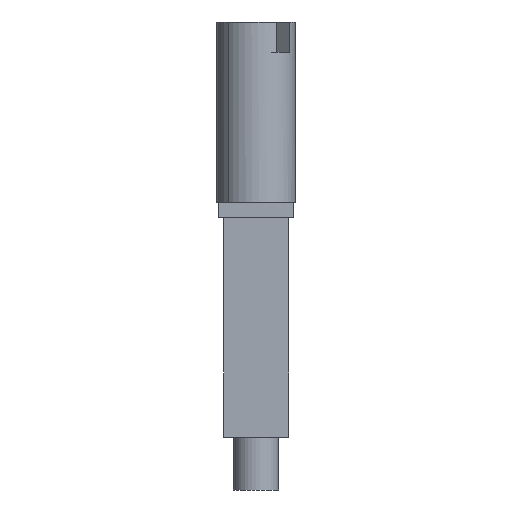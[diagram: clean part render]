
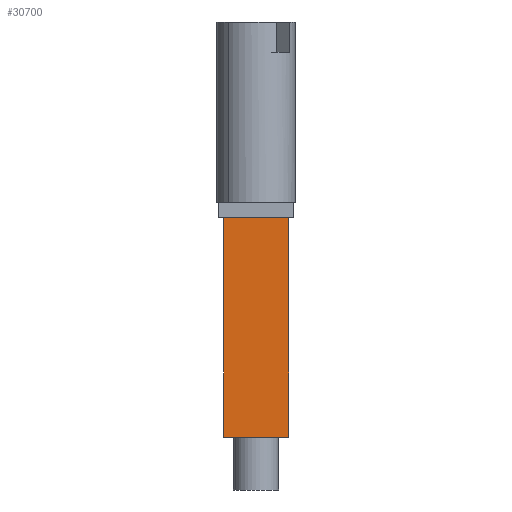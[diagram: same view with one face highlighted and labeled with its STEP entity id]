
A CAD part, left-side view. The second image highlights one B-rep face of the part: STEP entity #30700.
In plain terms, the highlighted planar face has unit normal (-1, 0, 0).
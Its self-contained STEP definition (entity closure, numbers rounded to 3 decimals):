
#28920=CARTESIAN_POINT('',(-205.91,3.6,
-12.159));
#28930=VERTEX_POINT('',#28920);
#28960=CARTESIAN_POINT('',(-205.91,-10.9,-12.159));
#28970=DIRECTION('',(0.,-1.,0.));
#28980=VECTOR('',#28970,1.);
#28990=LINE('',#28960,#28980);
#29000=CARTESIAN_POINT('',(-205.91,-10.9,-12.159));
#29010=VERTEX_POINT('',#29000);
#29020=EDGE_CURVE('',#28930,#29010,#28990,.T.);
#29440=CARTESIAN_POINT('',(-205.91,-10.9,-7.859));
#29450=VERTEX_POINT('',#29440);
#29500=CARTESIAN_POINT('',(-205.91,-10.9,-10.01));
#29510=DIRECTION('',(0.,0.,1.));
#29520=VECTOR('',#29510,1.);
#29530=LINE('',#29500,#29520);
#29540=EDGE_CURVE('',#29010,#29450,#29530,.T.);
#30320=CARTESIAN_POINT('',(-205.91,3.6,
-7.859));
#30330=VERTEX_POINT('',#30320);
#30380=CARTESIAN_POINT('',(-205.91,-10.9,-7.859));
#30390=DIRECTION('',(0.,-1.,0.));
#30400=VECTOR('',#30390,1.);
#30410=LINE('',#30380,#30400);
#30420=EDGE_CURVE('',#30330,#29450,#30410,.T.);
#30540=CARTESIAN_POINT('',(-205.91,3.6,
-12.159));
#30550=DIRECTION('',(-1.,-0.,-0.));
#30560=DIRECTION('',(0.,0.,-1.));
#30570=AXIS2_PLACEMENT_3D('',#30540,#30550,#30560);
#30580=PLANE('',#30570);
#30590=CARTESIAN_POINT('',(-205.91,3.6,
-7.429));
#30600=DIRECTION('',(0.,0.,1.));
#30610=VECTOR('',#30600,1.);
#30620=LINE('',#30590,#30610);
#30630=EDGE_CURVE('',#28930,#30330,#30620,.T.);
#30640=ORIENTED_EDGE('',*,*,#30630,.F.);
#30650=ORIENTED_EDGE('',*,*,#30420,.F.);
#30660=ORIENTED_EDGE('',*,*,#29540,.T.);
#30670=ORIENTED_EDGE('',*,*,#29020,.T.);
#30680=EDGE_LOOP('',(#30670,#30660,#30650,#30640));
#30690=FACE_OUTER_BOUND('',#30680,.T.);
#30700=ADVANCED_FACE('',(#30690),#30580,.T.);
